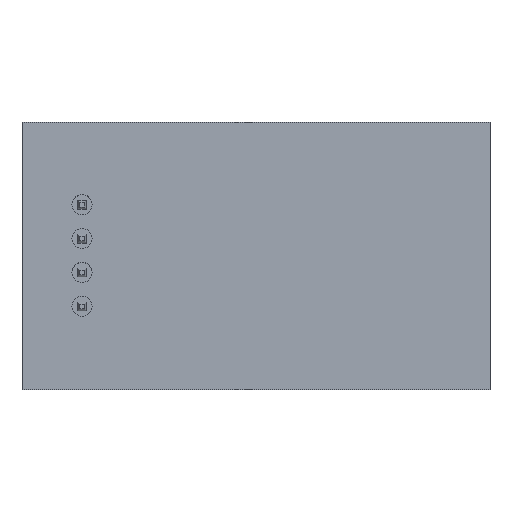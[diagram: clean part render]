
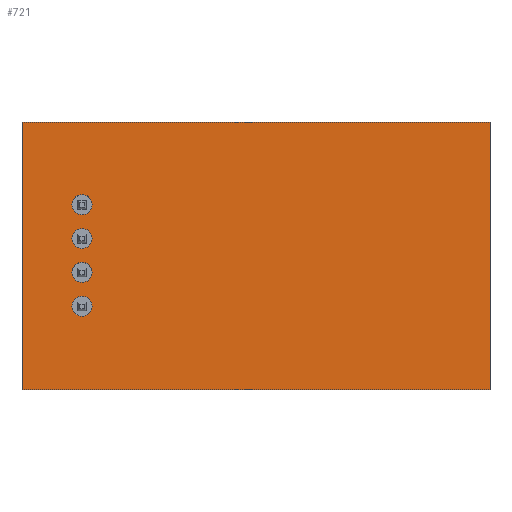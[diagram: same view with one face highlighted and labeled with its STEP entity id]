
A CAD part, top view. The second image highlights one B-rep face of the part: STEP entity #721.
In plain terms, the highlighted planar face has unit normal (0, 0, 1).
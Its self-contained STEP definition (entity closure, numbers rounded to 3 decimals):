
#27=CIRCLE('',#768,0.75);
#29=CIRCLE('',#771,0.75);
#31=CIRCLE('',#774,0.75);
#33=CIRCLE('',#777,0.75);
#47=FACE_BOUND('',#132,.T.);
#48=FACE_BOUND('',#133,.T.);
#49=FACE_BOUND('',#134,.T.);
#50=FACE_BOUND('',#135,.T.);
#91=FACE_OUTER_BOUND('',#131,.T.);
#131=EDGE_LOOP('',(#605,#606,#607,#608));
#132=EDGE_LOOP('',(#609));
#133=EDGE_LOOP('',(#610));
#134=EDGE_LOOP('',(#611));
#135=EDGE_LOOP('',(#612));
#211=LINE('',#1138,#291);
#214=LINE('',#1144,#294);
#217=LINE('',#1150,#297);
#220=LINE('',#1154,#300);
#291=VECTOR('',#945,10.);
#294=VECTOR('',#950,10.);
#297=VECTOR('',#955,10.);
#300=VECTOR('',#960,10.);
#341=VERTEX_POINT('',#1108);
#343=VERTEX_POINT('',#1114);
#345=VERTEX_POINT('',#1120);
#347=VERTEX_POINT('',#1126);
#351=VERTEX_POINT('',#1135);
#352=VERTEX_POINT('',#1137);
#354=VERTEX_POINT('',#1143);
#356=VERTEX_POINT('',#1149);
#421=EDGE_CURVE('',#341,#341,#27,.T.);
#424=EDGE_CURVE('',#343,#343,#29,.T.);
#427=EDGE_CURVE('',#345,#345,#31,.T.);
#430=EDGE_CURVE('',#347,#347,#33,.T.);
#435=EDGE_CURVE('',#352,#351,#211,.T.);
#438=EDGE_CURVE('',#354,#352,#214,.T.);
#441=EDGE_CURVE('',#356,#354,#217,.T.);
#444=EDGE_CURVE('',#351,#356,#220,.T.);
#605=ORIENTED_EDGE('',*,*,#444,.T.);
#606=ORIENTED_EDGE('',*,*,#441,.T.);
#607=ORIENTED_EDGE('',*,*,#438,.T.);
#608=ORIENTED_EDGE('',*,*,#435,.T.);
#609=ORIENTED_EDGE('',*,*,#430,.T.);
#610=ORIENTED_EDGE('',*,*,#427,.T.);
#611=ORIENTED_EDGE('',*,*,#424,.T.);
#612=ORIENTED_EDGE('',*,*,#421,.T.);
#653=PLANE('',#783);
#721=ADVANCED_FACE('',(#91,#47,#48,#49,#50),#653,.T.);
#768=AXIS2_PLACEMENT_3D('',#1109,#915,#916);
#771=AXIS2_PLACEMENT_3D('',#1115,#922,#923);
#774=AXIS2_PLACEMENT_3D('',#1121,#929,#930);
#777=AXIS2_PLACEMENT_3D('',#1127,#936,#937);
#783=AXIS2_PLACEMENT_3D('',#1155,#961,#962);
#915=DIRECTION('center_axis',(0.,0.,-1.));
#916=DIRECTION('ref_axis',(-1.,0.,0.));
#922=DIRECTION('center_axis',(0.,0.,-1.));
#923=DIRECTION('ref_axis',(-1.,0.,0.));
#929=DIRECTION('center_axis',(0.,0.,-1.));
#930=DIRECTION('ref_axis',(-1.,0.,0.));
#936=DIRECTION('center_axis',(0.,0.,-1.));
#937=DIRECTION('ref_axis',(-1.,0.,0.));
#945=DIRECTION('',(0.,-1.,0.));
#950=DIRECTION('',(-1.,0.,0.));
#955=DIRECTION('',(0.,1.,0.));
#960=DIRECTION('',(1.,0.,0.));
#961=DIRECTION('center_axis',(0.,0.,1.));
#962=DIRECTION('ref_axis',(-1.,0.,0.));
#1108=CARTESIAN_POINT('',(0.75,-7.6,6.025));
#1109=CARTESIAN_POINT('Origin',(0.,-7.6,6.025));
#1114=CARTESIAN_POINT('',(0.75,-5.067,6.025));
#1115=CARTESIAN_POINT('Origin',(0.,-5.067,
6.025));
#1120=CARTESIAN_POINT('',(0.75,-2.533,6.025));
#1121=CARTESIAN_POINT('Origin',(0.,-2.533,
6.025));
#1126=CARTESIAN_POINT('',(0.75,0.,6.025));
#1127=CARTESIAN_POINT('Origin',(0.,0.,6.025));
#1135=CARTESIAN_POINT('',(-4.488,-13.838,6.025));
#1137=CARTESIAN_POINT('',(-4.488,6.162,6.025));
#1138=CARTESIAN_POINT('',(-4.488,-13.838,6.025));
#1143=CARTESIAN_POINT('',(30.512,6.162,6.025));
#1144=CARTESIAN_POINT('',(-4.488,6.162,6.025));
#1149=CARTESIAN_POINT('',(30.512,-13.838,6.025));
#1150=CARTESIAN_POINT('',(30.512,6.162,6.025));
#1154=CARTESIAN_POINT('',(30.512,-13.838,6.025));
#1155=CARTESIAN_POINT('Origin',(13.012,-3.838,6.025));
